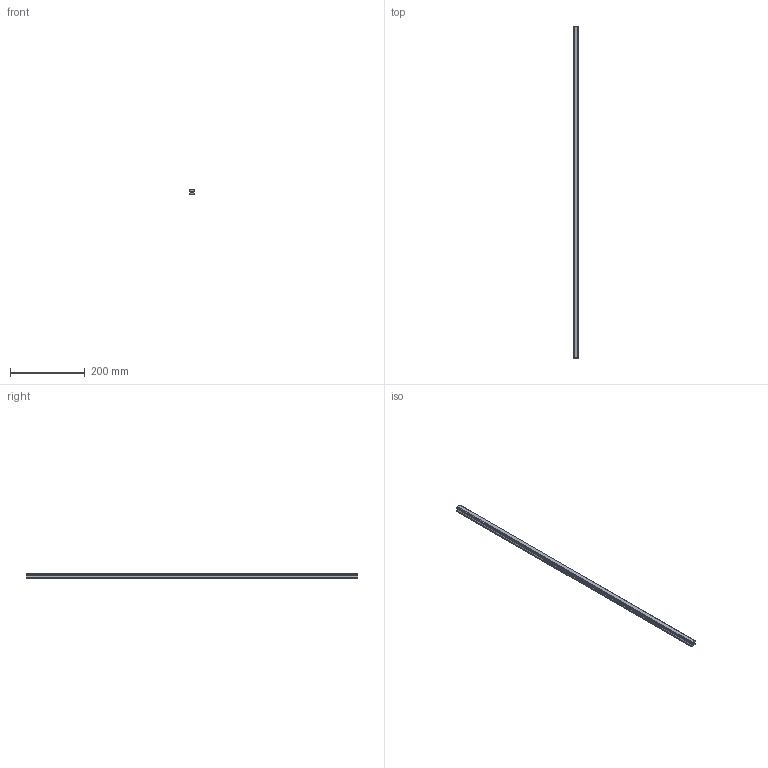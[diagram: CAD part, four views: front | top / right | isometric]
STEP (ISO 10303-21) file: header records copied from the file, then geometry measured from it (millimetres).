
FILE_DESCRIPTION(('STEP AP214'),'1');
FILE_NAME('cctmp_13F1C1A6-9AD3-4F85-97A4-ECFBD066C9B0_2021_01_19_13_00_31_0671..stp','2021-01-19T12:00:31',('HIWIN GmbH'),('CADClick - www.CADClick.com'),'Spatial InterOp 3D',' ','unknown authorization');
FILE_SCHEMA(('AUTOMOTIVE_DESIGN'));
Length unit declared in the file: millimetre
Products named in the file (1): HGR15T890C_FILE
Bounding box: 15 x 890 x 15 mm (x, y, z)
Volume: 167042.8 mm3; surface area: 56739.7 mm2
Topology: 1 solids, 1 shells, 175 faces, 477 edges, 293 vertices
Faces by surface type: plane 89, cylinder 56, cone 30
Entity records: 6697 total; most frequent: CARTESIAN_POINT 916, DIRECTION 911, ORIENTED_EDGE 894, EDGE_CURVE 447, LINE 335, VECTOR 335, VERTEX_POINT 293, AXIS2_PLACEMENT_3D 288
